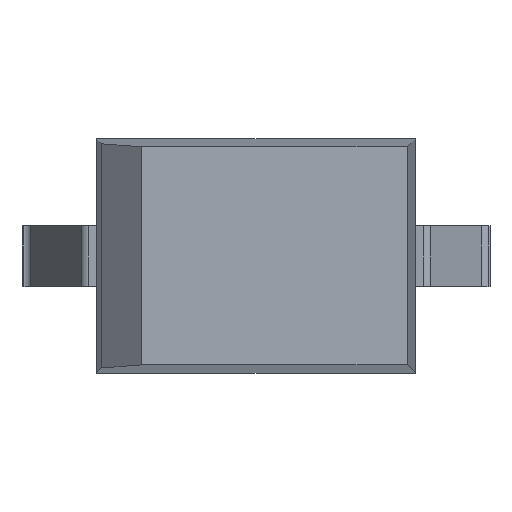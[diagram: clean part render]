
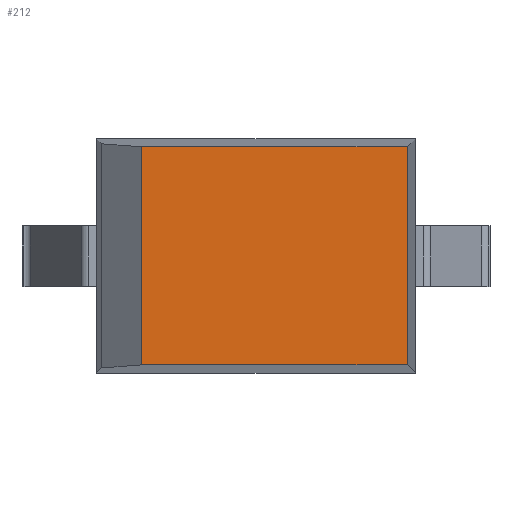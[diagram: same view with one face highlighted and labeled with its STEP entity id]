
A CAD part, top view. The second image highlights one B-rep face of the part: STEP entity #212.
In plain terms, the highlighted planar face has unit normal (0, 0, 1).
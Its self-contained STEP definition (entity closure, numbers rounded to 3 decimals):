
#76=VERTEX_POINT('',#77);
#77=CARTESIAN_POINT('',(0.808,-0.583,1.1));
#83=EDGE_CURVE('',#76,#84,#86,.F.);
#84=VERTEX_POINT('',#85);
#85=CARTESIAN_POINT('',(-0.613,-0.583,1.1));
#86=LINE('',#87,#88);
#87=CARTESIAN_POINT('',(-0.85,-0.583,1.1));
#88=VECTOR('',#89,1.0);
#89=DIRECTION('',(1.0,0.0,0.0));
#105=EDGE_CURVE('',#84,#106,#108,.T.);
#106=VERTEX_POINT('',#107);
#107=CARTESIAN_POINT('',(-0.613,0.583,1.1));
#108=LINE('',#109,#110);
#109=CARTESIAN_POINT('',(-0.613,-0.583,1.1));
#110=VECTOR('',#111,1.0);
#111=DIRECTION('',(0.0,1.0,0.0));
#161=EDGE_CURVE('',#106,#162,#164,.T.);
#162=VERTEX_POINT('',#163);
#163=CARTESIAN_POINT('',(0.808,0.583,1.1));
#164=LINE('',#165,#166);
#165=CARTESIAN_POINT('',(-0.85,0.583,1.1));
#166=VECTOR('',#167,1.0);
#167=DIRECTION('',(1.0,0.0,0.0));
#212=ADVANCED_FACE('',(#213),#224,.T.);
#213=FACE_BOUND('',#214,.T.);
#214=EDGE_LOOP('',(#215,#216,#222,#223));
#215=ORIENTED_EDGE('',*,*,#83,.F.);
#216=ORIENTED_EDGE('',*,*,#217,.T.);
#217=EDGE_CURVE('',#76,#162,#218,.T.);
#218=LINE('',#219,#220);
#219=CARTESIAN_POINT('',(0.808,-0.625,1.1));
#220=VECTOR('',#221,1.0);
#221=DIRECTION('',(0.0,1.0,0.0));
#222=ORIENTED_EDGE('',*,*,#161,.F.);
#223=ORIENTED_EDGE('',*,*,#105,.F.);
#224=PLANE('',#225);
#225=AXIS2_PLACEMENT_3D('',#226,#227,#228);
#226=CARTESIAN_POINT('',(-0.85,-0.625,1.1));
#227=DIRECTION('',(0.0,0.0,1.0));
#228=DIRECTION('',(1.0,0.0,0.0));
